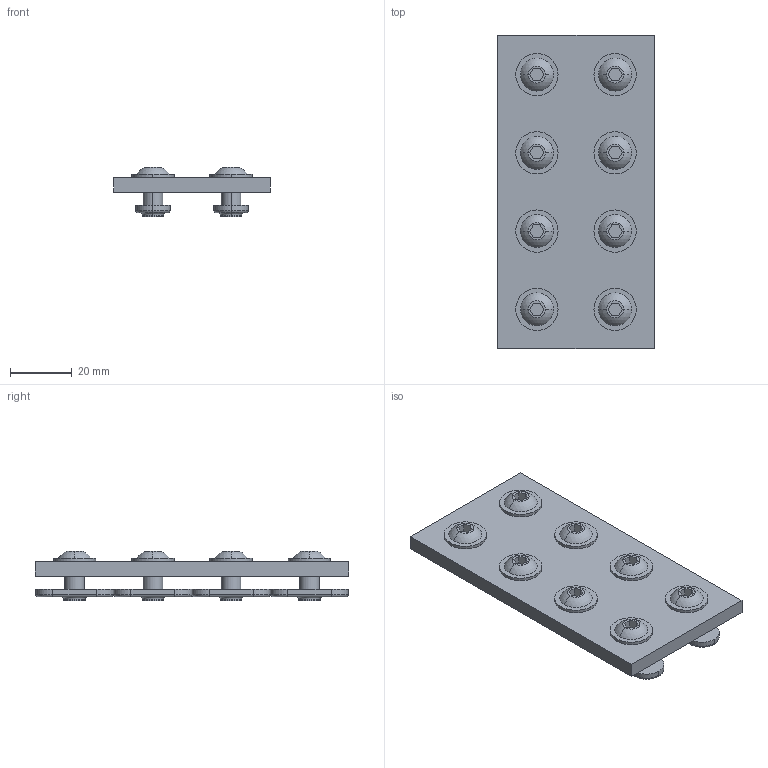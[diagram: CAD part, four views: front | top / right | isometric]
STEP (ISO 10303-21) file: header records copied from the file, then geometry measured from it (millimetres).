
FILE_DESCRIPTION (( 'STEP AP203' ), '1' );
FILE_NAME ('653098.SLDASM.step', '2003-10-13T11:23:44', ( 'Jerry Winters' ), ( 'GoEngineer' ), 'SwSTEP 2.0', 'SolidWorks 2003174', '' );
FILE_SCHEMA (( 'CONFIG_CONTROL_DESIGN' ));
Length unit declared in the file: inch
Products named in the file (5): 653098.SLDASM; Joining Plate (STD)_653098; 651130; 651163; FBHSCS_651136
Assembly tree (11 placements, depth 3):
  653098.SLDASM
    651130  x8
      651163
      FBHSCS_651136
    Joining Plate (STD)_653098
Bounding box: 50.8 x 101.6 x 16 mm (x, y, z)
Volume: 32853.1 mm3; surface area: 22722.4 mm2
Topology: 17 solids, 17 shells, 310 faces, 676 edges, 432 vertices
Faces by surface type: plane 134, cylinder 120, torus 40, sphere 16
Entity records: 2494 total; most frequent: DIRECTION 355, CARTESIAN_POINT 299, ORIENTED_EDGE 274, AXIS2_PLACEMENT_3D 145, EDGE_CURVE 137, VERTEX_POINT 89, EDGE_LOOP 80, CIRCLE 72
